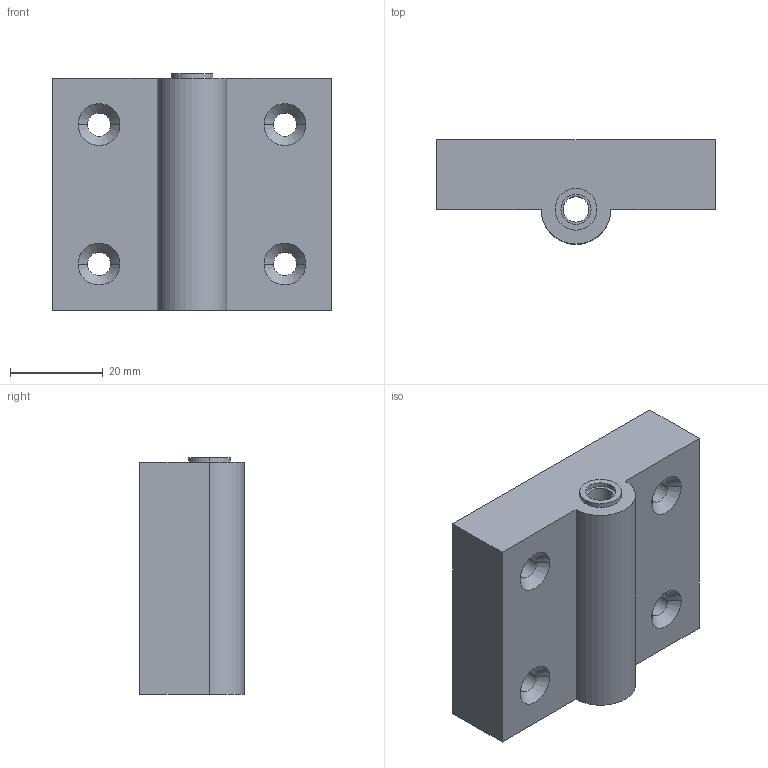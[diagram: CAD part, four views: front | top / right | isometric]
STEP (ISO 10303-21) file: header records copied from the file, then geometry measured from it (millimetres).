
FILE_DESCRIPTION(('CATIA V5 STEP Exchange'),'2;1');
FILE_NAME('support_panneau.stp','2023-08-27T20:45:19+00:00',('none'),('none'),'CATIA Version 5 Release 19 GA (IN-10)','CATIA V5 STEP AP214','none');
FILE_SCHEMA(('AUTOMOTIVE_DESIGN { 1 0 10303 214 1 1 1 1 }'));
Length unit declared in the file: millimetre
Products named in the file (1): support_panneau
Bounding box: 60 x 22.5 x 51 mm (x, y, z)
Volume: 46923.1 mm3; surface area: 11502.5 mm2
Topology: 1 solids, 1 shells, 32 faces, 76 edges, 48 vertices
Faces by surface type: cylinder 15, plane 9, cone 8
Entity records: 893 total; most frequent: ORIENTED_EDGE 152, CARTESIAN_POINT 148, DIRECTION 122, EDGE_CURVE 76, AXIS2_PLACEMENT_3D 62, VERTEX_POINT 48, EDGE_LOOP 44, VECTOR 38
